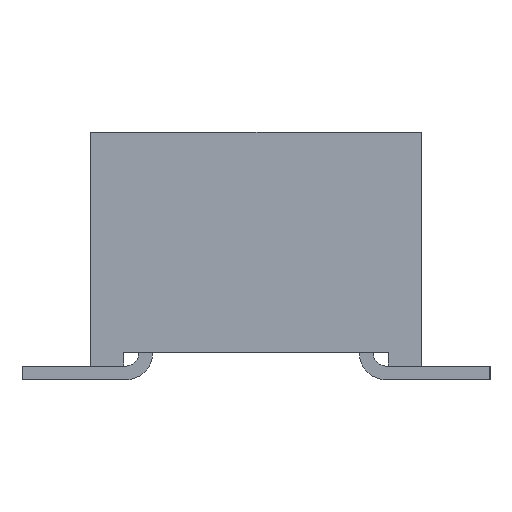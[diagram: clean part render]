
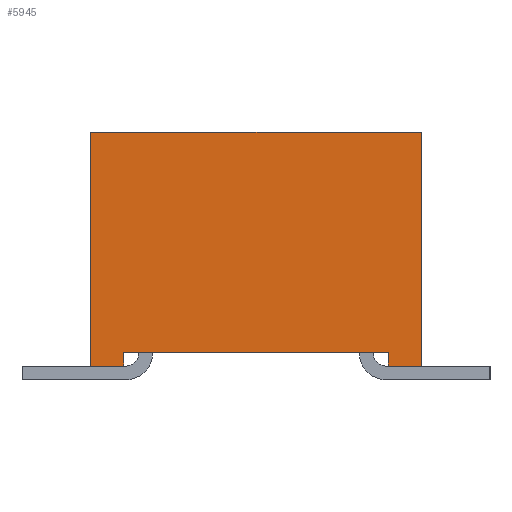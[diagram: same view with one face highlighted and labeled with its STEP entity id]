
A CAD part, left-side view. The second image highlights one B-rep face of the part: STEP entity #5945.
In plain terms, the highlighted planar face has unit normal (-1, 0, 0).
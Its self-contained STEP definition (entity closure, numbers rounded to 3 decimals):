
#5945 = ADVANCED_FACE('',(#5946),#6012,.F.);
#5946 = FACE_BOUND('',#5947,.T.);
#5947 = EDGE_LOOP('',(#5948,#5958,#5966,#5974,#5982,#5990,#5998,#6006));
#5948 = ORIENTED_EDGE('',*,*,#5949,.T.);
#5949 = EDGE_CURVE('',#5950,#5952,#5954,.T.);
#5950 = VERTEX_POINT('',#5951);
#5951 = CARTESIAN_POINT('',(-14.186,-1.219,0.277));
#5952 = VERTEX_POINT('',#5953);
#5953 = CARTESIAN_POINT('',(-14.186,-1.219,0.15));
#5954 = LINE('',#5955,#5956);
#5955 = CARTESIAN_POINT('',(-14.186,-1.219,0.277));
#5956 = VECTOR('',#5957,1.);
#5957 = DIRECTION('',(0.,0.,-1.));
#5958 = ORIENTED_EDGE('',*,*,#5959,.T.);
#5959 = EDGE_CURVE('',#5952,#5960,#5962,.T.);
#5960 = VERTEX_POINT('',#5961);
#5961 = CARTESIAN_POINT('',(-14.186,-1.524,0.15));
#5962 = LINE('',#5963,#5964);
#5963 = CARTESIAN_POINT('',(-14.186,1.524,0.15));
#5964 = VECTOR('',#5965,1.);
#5965 = DIRECTION('',(0.,-1.,0.));
#5966 = ORIENTED_EDGE('',*,*,#5967,.F.);
#5967 = EDGE_CURVE('',#5968,#5960,#5970,.T.);
#5968 = VERTEX_POINT('',#5969);
#5969 = CARTESIAN_POINT('',(-14.186,-1.524,2.309));
#5970 = LINE('',#5971,#5972);
#5971 = CARTESIAN_POINT('',(-14.186,-1.524,2.309));
#5972 = VECTOR('',#5973,1.);
#5973 = DIRECTION('',(0.,0.,-1.));
#5974 = ORIENTED_EDGE('',*,*,#5975,.F.);
#5975 = EDGE_CURVE('',#5976,#5968,#5978,.T.);
#5976 = VERTEX_POINT('',#5977);
#5977 = CARTESIAN_POINT('',(-14.186,1.524,2.309));
#5978 = LINE('',#5979,#5980);
#5979 = CARTESIAN_POINT('',(-14.186,1.524,2.309));
#5980 = VECTOR('',#5981,1.);
#5981 = DIRECTION('',(0.,-1.,0.));
#5982 = ORIENTED_EDGE('',*,*,#5983,.T.);
#5983 = EDGE_CURVE('',#5976,#5984,#5986,.T.);
#5984 = VERTEX_POINT('',#5985);
#5985 = CARTESIAN_POINT('',(-14.186,1.524,0.15));
#5986 = LINE('',#5987,#5988);
#5987 = CARTESIAN_POINT('',(-14.186,1.524,2.309));
#5988 = VECTOR('',#5989,1.);
#5989 = DIRECTION('',(0.,0.,-1.));
#5990 = ORIENTED_EDGE('',*,*,#5991,.T.);
#5991 = EDGE_CURVE('',#5984,#5992,#5994,.T.);
#5992 = VERTEX_POINT('',#5993);
#5993 = CARTESIAN_POINT('',(-14.186,1.219,0.15));
#5994 = LINE('',#5995,#5996);
#5995 = CARTESIAN_POINT('',(-14.186,1.524,0.15));
#5996 = VECTOR('',#5997,1.);
#5997 = DIRECTION('',(0.,-1.,0.));
#5998 = ORIENTED_EDGE('',*,*,#5999,.T.);
#5999 = EDGE_CURVE('',#5992,#6000,#6002,.T.);
#6000 = VERTEX_POINT('',#6001);
#6001 = CARTESIAN_POINT('',(-14.186,1.219,0.277));
#6002 = LINE('',#6003,#6004);
#6003 = CARTESIAN_POINT('',(-14.186,1.219,0.023));
#6004 = VECTOR('',#6005,1.);
#6005 = DIRECTION('',(0.,0.,1.));
#6006 = ORIENTED_EDGE('',*,*,#6007,.T.);
#6007 = EDGE_CURVE('',#6000,#5950,#6008,.T.);
#6008 = LINE('',#6009,#6010);
#6009 = CARTESIAN_POINT('',(-14.186,1.219,0.277));
#6010 = VECTOR('',#6011,1.);
#6011 = DIRECTION('',(0.,-1.,0.));
#6012 = PLANE('',#6013);
#6013 = AXIS2_PLACEMENT_3D('',#6014,#6015,#6016);
#6014 = CARTESIAN_POINT('',(-14.186,1.524,2.309));
#6015 = DIRECTION('',(1.,0.,0.));
#6016 = DIRECTION('',(0.,1.,0.));
